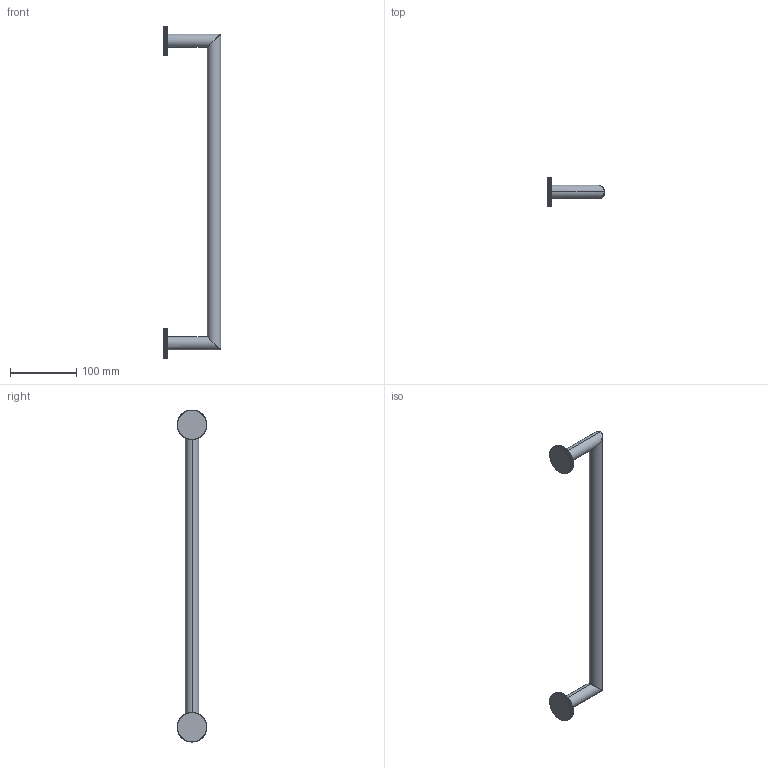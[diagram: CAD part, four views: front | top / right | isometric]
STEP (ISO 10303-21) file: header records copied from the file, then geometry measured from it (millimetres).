
FILE_DESCRIPTION((''),'2;1');
FILE_NAME('3290-1230','2021-09-21T15:12:09',('jinson.thomas'),(''),'CREO PARAMETRIC BY PTC INC, 2018400','CREO PARAMETRIC BY PTC INC, 2018400','');
FILE_SCHEMA(('CONFIG_CONTROL_DESIGN'));
Length unit declared in the file: inch
Products named in the file (1): 3290-1230
Bounding box: 86.6 x 44.45 x 501.65 mm (x, y, z)
Volume: 207839.4 mm3; surface area: 45425.2 mm2
Topology: 1 solids, 1 shells, 6098 faces, 13370 edges, 7276 vertices
Faces by surface type: bspline 4712, cylinder 1378, plane 4, torus 4
Entity records: 250088 total; most frequent: CARTESIAN_POINT 158314, ORIENTED_EDGE 26740, EDGE_CURVE 13370, B_SPLINE_CURVE_WITH_KNOTS 12560, VERTEX_POINT 7276, EDGE_LOOP 6100, FACE_OUTER_BOUND 6098, ADVANCED_FACE 6098
